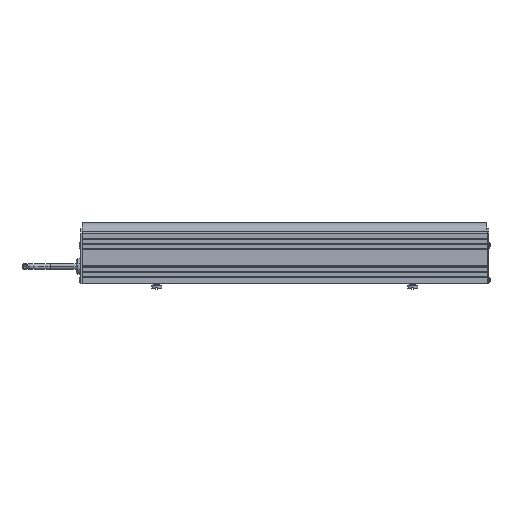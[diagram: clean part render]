
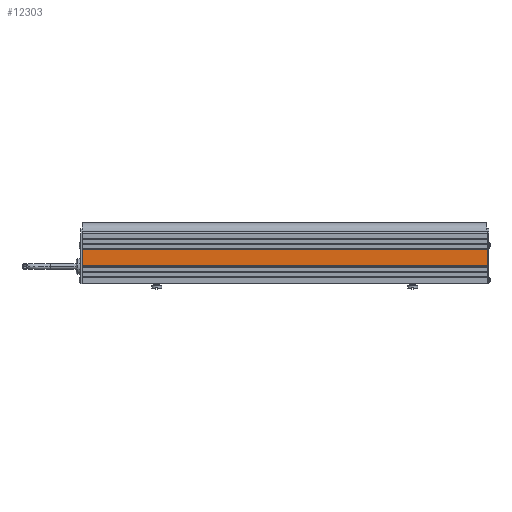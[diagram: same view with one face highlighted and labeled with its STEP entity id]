
A CAD part, top view. The second image highlights one B-rep face of the part: STEP entity #12303.
In plain terms, the highlighted face is planar.
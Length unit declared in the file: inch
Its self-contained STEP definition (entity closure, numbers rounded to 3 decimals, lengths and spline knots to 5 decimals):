
#5 = EDGE_CURVE ( 'NONE', #2380, #17887, #14988, .T. ) ;
#389 = ORIENTED_EDGE ( 'NONE', *, *, #12217, .F. ) ;
#1777 = ORIENTED_EDGE ( 'NONE', *, *, #14844, .F. ) ;
#2380 = VERTEX_POINT ( 'NONE', #19576 ) ;
#3425 = PLANE ( 'NONE',  #15716 ) ;
#3816 = ORIENTED_EDGE ( 'NONE', *, *, #5600, .T. ) ;
#3950 = DIRECTION ( 'NONE',  ( 0., -1., 0. ) ) ;
#4016 = CARTESIAN_POINT ( 'NONE',  ( 0., 0.701, -7.916 ) ) ;
#5600 = EDGE_CURVE ( 'NONE', #20401, #2380, #14355, .T. ) ;
#8349 = EDGE_LOOP ( 'NONE', ( #9469, #1777, #389, #3816 ) ) ;
#8370 = CARTESIAN_POINT ( 'NONE',  ( 0., 0.701, 7.916 ) ) ;
#8995 = VECTOR ( 'NONE', #18848, 39.37008 ) ;
#9469 = ORIENTED_EDGE ( 'NONE', *, *, #5, .T. ) ;
#10199 = VERTEX_POINT ( 'NONE', #11539 ) ;
#10811 = VECTOR ( 'NONE', #11323, 39.37008 ) ;
#11323 = DIRECTION ( 'NONE',  ( 0., 0., -1. ) ) ;
#11539 = CARTESIAN_POINT ( 'NONE',  ( 0., 0.701, 7.916 ) ) ;
#11978 = DIRECTION ( 'NONE',  ( 1., 0., 0. ) ) ;
#12217 = EDGE_CURVE ( 'NONE', #20401, #10199, #13603, .T. ) ;
#12303 = ADVANCED_FACE ( 'NONE', ( #17837 ), #3425, .F. ) ;
#12590 = CARTESIAN_POINT ( 'NONE',  ( 0., 0.701, 7.916 ) ) ;
#13075 = CARTESIAN_POINT ( 'NONE',  ( 0., 0.701, 7.916 ) ) ;
#13603 = LINE ( 'NONE', #13075, #17084 ) ;
#14282 = LINE ( 'NONE', #12590, #10811 ) ;
#14355 = LINE ( 'NONE', #15535, #8995 ) ;
#14461 = VECTOR ( 'NONE', #3950, 39.37008 ) ;
#14796 = DIRECTION ( 'NONE',  ( 0., -1., 0. ) ) ;
#14844 = EDGE_CURVE ( 'NONE', #10199, #17887, #14282, .T. ) ;
#14988 = LINE ( 'NONE', #4016, #14461 ) ;
#15196 = CARTESIAN_POINT ( 'NONE',  ( 0., 0.701, -7.916 ) ) ;
#15535 = CARTESIAN_POINT ( 'NONE',  ( 0., 1.327, 7.916 ) ) ;
#15716 = AXIS2_PLACEMENT_3D ( 'NONE', #8370, #11978, #20482 ) ;
#17084 = VECTOR ( 'NONE', #14796, 39.37008 ) ;
#17837 = FACE_OUTER_BOUND ( 'NONE', #8349, .T. ) ;
#17887 = VERTEX_POINT ( 'NONE', #15196 ) ;
#18228 = CARTESIAN_POINT ( 'NONE',  ( 0., 1.327, 7.916 ) ) ;
#18848 = DIRECTION ( 'NONE',  ( 0., 0., -1. ) ) ;
#19576 = CARTESIAN_POINT ( 'NONE',  ( 0., 1.327, -7.916 ) ) ;
#20401 = VERTEX_POINT ( 'NONE', #18228 ) ;
#20482 = DIRECTION ( 'NONE',  ( 0., 0., -1. ) ) ;
